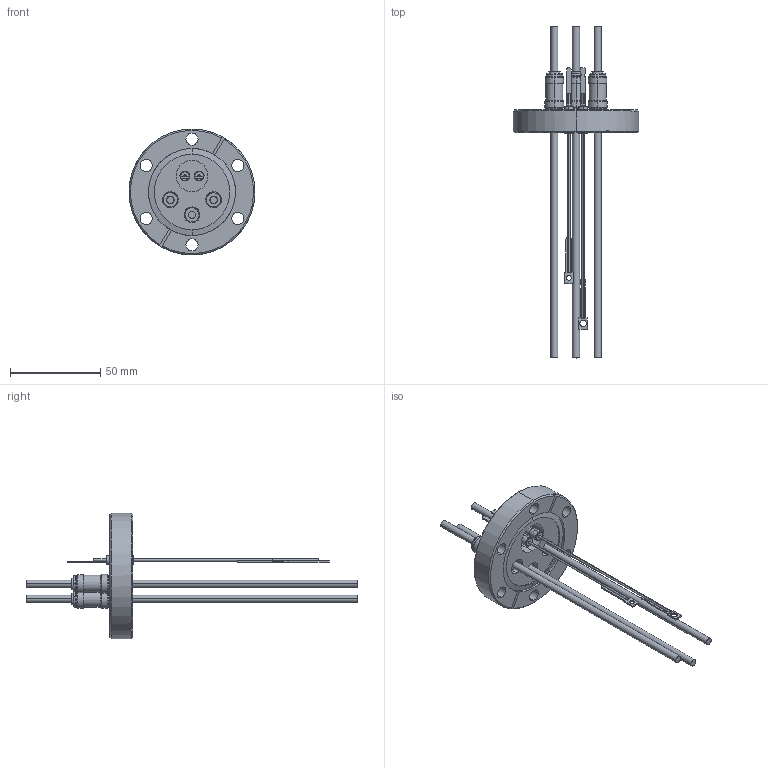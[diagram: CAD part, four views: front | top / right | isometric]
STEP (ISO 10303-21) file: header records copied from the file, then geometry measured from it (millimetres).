
FILE_DESCRIPTION (( 'STEP AP203' ), '1' );
FILE_NAME ('A0453-4-CF.STEP', '2011-11-10T14:04:12', ( '' ), ( '' ), 'SwSTEP 2.0', 'SolidWorks 2011', '' );
FILE_SCHEMA (( 'CONFIG_CONTROL_DESIGN' ));
Length unit declared in the file: inch
Products named in the file (1): A0453-4-CF
Bounding box: 69.85 x 184.15 x 69.85 mm (x, y, z)
Volume: 51392.9 mm3; surface area: 27588 mm2
Topology: 1 solids, 1 shells, 351 faces, 833 edges, 533 vertices
Faces by surface type: cylinder 162, plane 99, cone 56, bspline 30, torus 4
Entity records: 11275 total; most frequent: CARTESIAN_POINT 2794, DIRECTION 1911, ORIENTED_EDGE 1666, EDGE_CURVE 833, AXIS2_PLACEMENT_3D 789, VERTEX_POINT 533, CIRCLE 467, EDGE_LOOP 420
